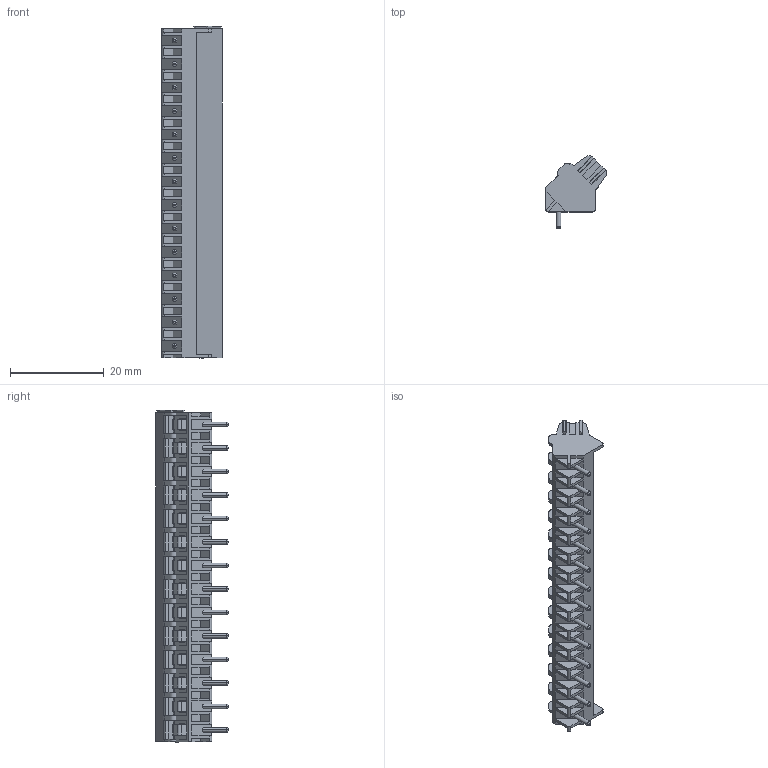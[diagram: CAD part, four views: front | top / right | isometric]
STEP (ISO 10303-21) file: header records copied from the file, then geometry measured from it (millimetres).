
FILE_DESCRIPTION((''),'2;1');
FILE_NAME('TL240','2024-11-13T',('yanfa'),(''),'PRO/ENGINEER BY PARAMETRIC TECHNOLOGY CORPORATION, 2009280','PRO/ENGINEER BY PARAMETRIC TECHNOLOGY CORPORATION, 2009280','');
FILE_SCHEMA(('AUTOMOTIVE_DESIGN_CC2 { 1 2 10303 214 -1 1 5 2 }'));
Length unit declared in the file: millimetre
Products named in the file (1): TL240
Bounding box: 12.8 x 15.4 x 70.68 mm (x, y, z)
Volume: 5319.2 mm3; surface area: 6016.2 mm2
Topology: 1 solids, 1 shells, 1300 faces, 3723 edges, 2454 vertices
Faces by surface type: plane 816, cylinder 344, torus 56, cone 56, bspline 28
Entity records: 43646 total; most frequent: CARTESIAN_POINT 9045, ORIENTED_EDGE 7446, DIRECTION 7095, EDGE_CURVE 3723, VECTOR 2559, LINE 2559, VERTEX_POINT 2454, AXIS2_PLACEMENT_3D 2268
